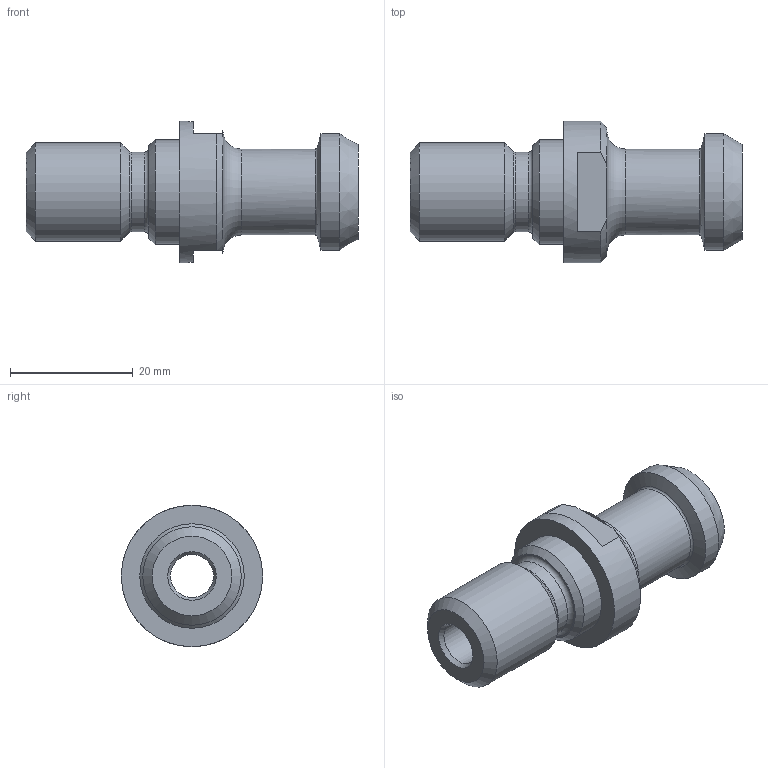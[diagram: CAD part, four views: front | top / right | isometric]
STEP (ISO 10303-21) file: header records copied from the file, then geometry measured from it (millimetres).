
FILE_DESCRIPTION(/* description */ ('RETENTION KNOB'),/* implementation_level */ '2;1');
FILE_NAME(/* name */ '4020TRK.stp',/* time_stamp */ '2020-11-24T15:01:24-05:00',/* author */ ('dalloco'),/* organization */ (''),/* preprocessor_version */ 'ST-DEVELOPER v16.13',/* originating_system */ 'Autodesk Inventor 2018',/* authorisation */ '');
FILE_SCHEMA (('AUTOMOTIVE_DESIGN { 1 0 10303 214 3 1 1 }'));
Length unit declared in the file: inch
Products named in the file (1): 4020TRK
Bounding box: 54 x 22.99 x 22.99 mm (x, y, z)
Volume: 9583.4 mm3; surface area: 4798.7 mm2
Topology: 1 solids, 1 shells, 32 faces, 68 edges, 40 vertices
Faces by surface type: plane 12, cone 9, cylinder 7, torus 4
Full cylindrical faces by diameter (mm): 7.01 x1, 12.954 x1, 13.97 x1, 16.002 x1, 17 x1, 18.999 x1, 22.987 x1
Entity records: 779 total; most frequent: DIRECTION 140, CARTESIAN_POINT 125, ORIENTED_EDGE 94, AXIS2_PLACEMENT_3D 64, EDGE_LOOP 54, EDGE_CURVE 47, VERTEX_POINT 37, FACE_OUTER_BOUND 32
